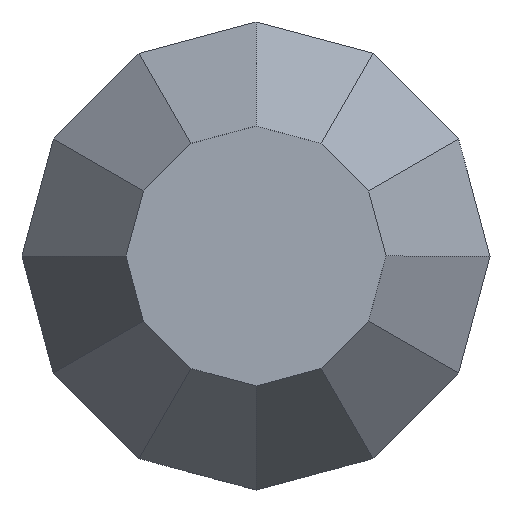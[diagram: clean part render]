
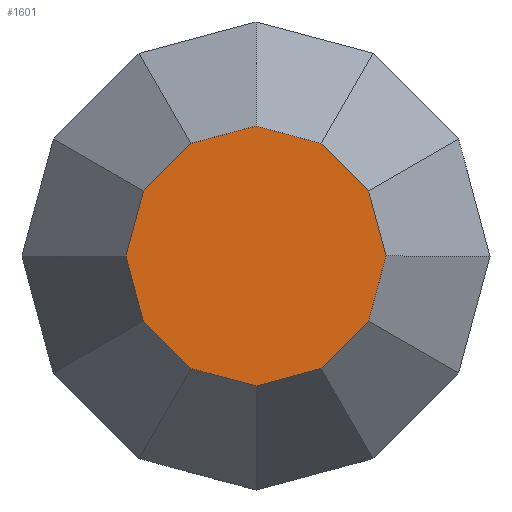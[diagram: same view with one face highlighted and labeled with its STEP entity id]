
A CAD part, front view. The second image highlights one B-rep face of the part: STEP entity #1601.
In plain terms, the highlighted planar face has unit normal (0, -1, 0).
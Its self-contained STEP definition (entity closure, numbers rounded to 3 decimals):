
#80=PLANE('',#1727);
#181=FACE_OUTER_BOUND('',#284,.T.);
#284=EDGE_LOOP('',(#1380,#1381,#1382,#1383,#1384,#1385,#1386,#1387,#1388,
#1389,#1390,#1391));
#444=LINE('',#2446,#661);
#447=LINE('',#2452,#664);
#450=LINE('',#2458,#667);
#453=LINE('',#2464,#670);
#456=LINE('',#2470,#673);
#459=LINE('',#2476,#676);
#462=LINE('',#2482,#679);
#465=LINE('',#2488,#682);
#468=LINE('',#2494,#685);
#471=LINE('',#2500,#688);
#474=LINE('',#2506,#691);
#477=LINE('',#2510,#694);
#661=VECTOR('',#1999,10.);
#664=VECTOR('',#2004,10.);
#667=VECTOR('',#2009,10.);
#670=VECTOR('',#2014,10.);
#673=VECTOR('',#2019,10.);
#676=VECTOR('',#2024,10.);
#679=VECTOR('',#2029,10.);
#682=VECTOR('',#2034,10.);
#685=VECTOR('',#2039,10.);
#688=VECTOR('',#2044,10.);
#691=VECTOR('',#2049,10.);
#694=VECTOR('',#2054,10.);
#833=VERTEX_POINT('',#2443);
#834=VERTEX_POINT('',#2445);
#836=VERTEX_POINT('',#2451);
#838=VERTEX_POINT('',#2457);
#840=VERTEX_POINT('',#2463);
#842=VERTEX_POINT('',#2469);
#844=VERTEX_POINT('',#2475);
#846=VERTEX_POINT('',#2481);
#848=VERTEX_POINT('',#2487);
#850=VERTEX_POINT('',#2493);
#852=VERTEX_POINT('',#2499);
#854=VERTEX_POINT('',#2505);
#1004=EDGE_CURVE('',#834,#833,#444,.T.);
#1007=EDGE_CURVE('',#836,#834,#447,.T.);
#1010=EDGE_CURVE('',#838,#836,#450,.T.);
#1013=EDGE_CURVE('',#840,#838,#453,.T.);
#1016=EDGE_CURVE('',#842,#840,#456,.T.);
#1019=EDGE_CURVE('',#844,#842,#459,.T.);
#1022=EDGE_CURVE('',#846,#844,#462,.T.);
#1025=EDGE_CURVE('',#848,#846,#465,.T.);
#1028=EDGE_CURVE('',#850,#848,#468,.T.);
#1031=EDGE_CURVE('',#852,#850,#471,.T.);
#1034=EDGE_CURVE('',#854,#852,#474,.T.);
#1037=EDGE_CURVE('',#833,#854,#477,.T.);
#1380=ORIENTED_EDGE('',*,*,#1037,.T.);
#1381=ORIENTED_EDGE('',*,*,#1034,.T.);
#1382=ORIENTED_EDGE('',*,*,#1031,.T.);
#1383=ORIENTED_EDGE('',*,*,#1028,.T.);
#1384=ORIENTED_EDGE('',*,*,#1025,.T.);
#1385=ORIENTED_EDGE('',*,*,#1022,.T.);
#1386=ORIENTED_EDGE('',*,*,#1019,.T.);
#1387=ORIENTED_EDGE('',*,*,#1016,.T.);
#1388=ORIENTED_EDGE('',*,*,#1013,.T.);
#1389=ORIENTED_EDGE('',*,*,#1010,.T.);
#1390=ORIENTED_EDGE('',*,*,#1007,.T.);
#1391=ORIENTED_EDGE('',*,*,#1004,.T.);
#1601=ADVANCED_FACE('',(#181),#80,.T.);
#1727=AXIS2_PLACEMENT_3D('',#2511,#2055,#2056);
#1999=DIRECTION('',(0.966,0.,-0.259));
#2004=DIRECTION('',(0.707,0.,-0.707));
#2009=DIRECTION('',(0.259,0.,-0.966));
#2014=DIRECTION('',(-0.259,0.,-0.966));
#2019=DIRECTION('',(-0.707,0.,-0.707));
#2024=DIRECTION('',(-0.966,0.,-0.259));
#2029=DIRECTION('',(-0.966,0.,0.259));
#2034=DIRECTION('',(-0.707,0.,0.707));
#2039=DIRECTION('',(-0.259,0.,0.966));
#2044=DIRECTION('',(0.259,0.,0.966));
#2049=DIRECTION('',(0.707,0.,0.707));
#2054=DIRECTION('',(0.966,0.,0.259));
#2055=DIRECTION('center_axis',(0.,-1.,0.));
#2056=DIRECTION('ref_axis',(0.,0.,-1.));
#2443=CARTESIAN_POINT('',(0.,-11.,-7.5));
#2445=CARTESIAN_POINT('',(-3.75,-11.,-6.495));
#2446=CARTESIAN_POINT('',(-3.75,-11.,-6.495));
#2451=CARTESIAN_POINT('',(-6.495,-11.,-3.75));
#2452=CARTESIAN_POINT('',(-6.495,-11.,-3.75));
#2457=CARTESIAN_POINT('',(-7.5,-11.,0.));
#2458=CARTESIAN_POINT('',(-7.5,-11.,0.));
#2463=CARTESIAN_POINT('',(-6.495,-11.,3.75));
#2464=CARTESIAN_POINT('',(-6.495,-11.,3.75));
#2469=CARTESIAN_POINT('',(-3.75,-11.,6.495));
#2470=CARTESIAN_POINT('',(-3.75,-11.,6.495));
#2475=CARTESIAN_POINT('',(0.,-11.,7.5));
#2476=CARTESIAN_POINT('',(0.,-11.,7.5));
#2481=CARTESIAN_POINT('',(3.75,-11.,6.495));
#2482=CARTESIAN_POINT('',(3.75,-11.,6.495));
#2487=CARTESIAN_POINT('',(6.495,-11.,3.75));
#2488=CARTESIAN_POINT('',(6.495,-11.,3.75));
#2493=CARTESIAN_POINT('',(7.5,-11.,0.));
#2494=CARTESIAN_POINT('',(7.5,-11.,0.));
#2499=CARTESIAN_POINT('',(6.495,-11.,-3.75));
#2500=CARTESIAN_POINT('',(6.495,-11.,-3.75));
#2505=CARTESIAN_POINT('',(3.75,-11.,-6.495));
#2506=CARTESIAN_POINT('',(3.75,-11.,-6.495));
#2510=CARTESIAN_POINT('',(0.,-11.,-7.5));
#2511=CARTESIAN_POINT('Origin',(0.,-11.,0.));
